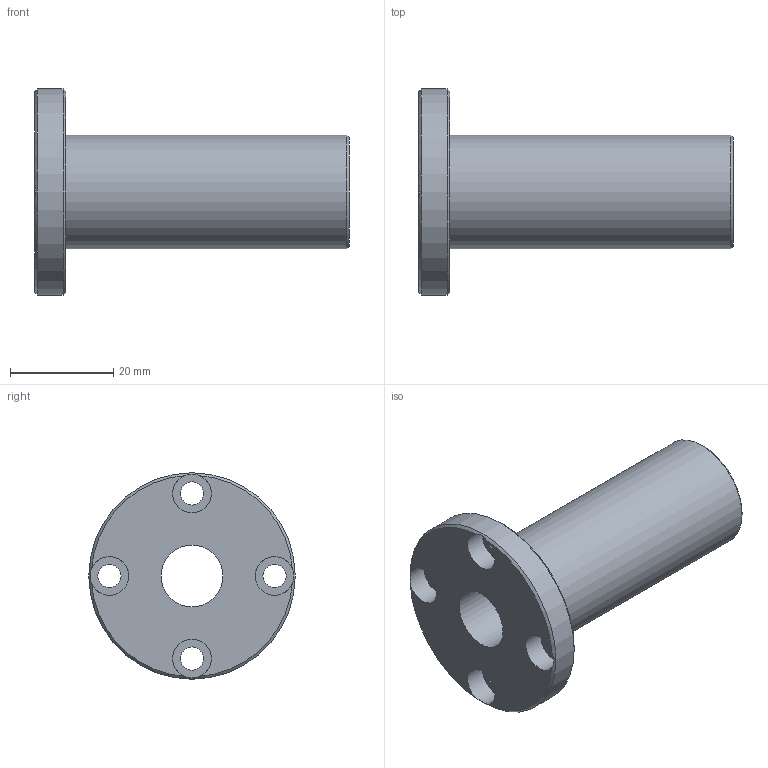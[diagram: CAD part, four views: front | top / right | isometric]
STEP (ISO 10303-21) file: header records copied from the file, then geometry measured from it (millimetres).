
FILE_DESCRIPTION(/* description */ ('Rundflansch mit Kunststoffkäfig beidseitig abgedichtet'),/* implementation_level */ '2;1');
FILE_NAME(/* name */ '101612-0.step',/* time_stamp */ '2021-09-03T10:47:58+02:00',/* author */ ('Praktikum'),/* organization */ (''),/* preprocessor_version */ 'ST-DEVELOPER v18.1',/* originating_system */ 'Autodesk Inventor 2021',/* authorisation */ '');
FILE_SCHEMA (('AUTOMOTIVE_DESIGN { 1 0 10303 214 3 1 1 }'));
Length unit declared in the file: millimetre
Products named in the file (1): leer
Bounding box: 61 x 40 x 40 mm (x, y, z)
Volume: 20663.3 mm3; surface area: 9411 mm2
Topology: 1 solids, 1 shells, 21 faces, 54 edges, 36 vertices
Faces by surface type: cylinder 11, plane 7, cone 3
Full cylindrical faces by diameter (mm): 4.5 x4, 7.5 x4, 12 x1, 22 x1, 40 x1
Entity records: 749 total; most frequent: CARTESIAN_POINT 150, DIRECTION 126, ORIENTED_EDGE 108, AXIS2_PLACEMENT_3D 56, EDGE_CURVE 54, VERTEX_POINT 36, CIRCLE 34, EDGE_LOOP 32
